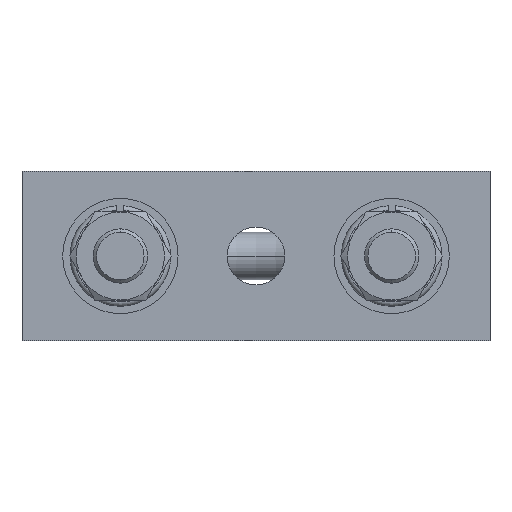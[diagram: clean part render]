
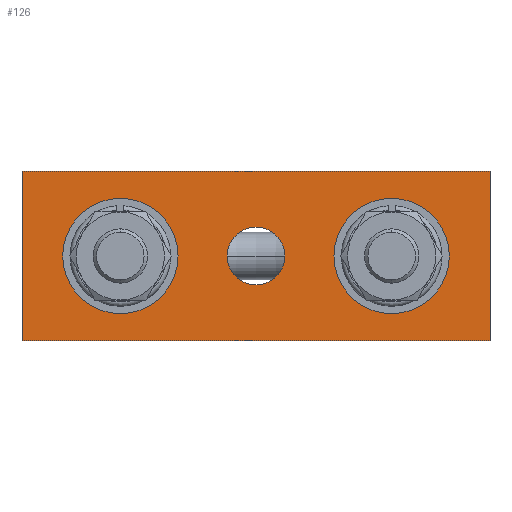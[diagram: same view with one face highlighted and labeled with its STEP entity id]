
A CAD part, front view. The second image highlights one B-rep face of the part: STEP entity #126.
In plain terms, the highlighted face is planar.
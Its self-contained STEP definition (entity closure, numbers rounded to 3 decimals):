
#61 = DIRECTION ( 'NONE',  ( 1., 0., 0. ) ) ;
#126 = ADVANCED_FACE ( 'NONE', ( #9804, #2806, #9658, #3824 ), #11298, .F. ) ;
#141 = DIRECTION ( 'NONE',  ( 0., -1., 0. ) ) ;
#212 = DIRECTION ( 'NONE',  ( 0., 1., 0. ) ) ;
#251 = ORIENTED_EDGE ( 'NONE', *, *, #4772, .T. ) ;
#281 = CARTESIAN_POINT ( 'NONE',  ( 34.5, -12.5, 4. ) ) ;
#295 = CARTESIAN_POINT ( 'NONE',  ( -15.5, 0., 4. ) ) ;
#330 = DIRECTION ( 'NONE',  ( -1., 0., 0. ) ) ;
#418 = AXIS2_PLACEMENT_3D ( 'NONE', #4819, #2065, #61 ) ;
#483 = LINE ( 'NONE', #8946, #11922 ) ;
#493 = EDGE_CURVE ( 'NONE', #11418, #11644, #1582, .T. ) ;
#501 = CARTESIAN_POINT ( 'NONE',  ( -4.25, 0., 4. ) ) ;
#671 = EDGE_CURVE ( 'NONE', #7783, #4106, #8170, .T. ) ;
#998 = DIRECTION ( 'NONE',  ( 1., 0., 0. ) ) ;
#1582 = LINE ( 'NONE', #10299, #11157 ) ;
#1667 = CARTESIAN_POINT ( 'NONE',  ( 34.5, 12.5, 4. ) ) ;
#2065 = DIRECTION ( 'NONE',  ( 0., 0., 1. ) ) ;
#2095 = CARTESIAN_POINT ( 'NONE',  ( 34.5, 12.5, 4. ) ) ;
#2245 = CARTESIAN_POINT ( 'NONE',  ( 15.5, 0., 4. ) ) ;
#2518 = DIRECTION ( 'NONE',  ( 0., 0., 1. ) ) ;
#2543 = CIRCLE ( 'NONE', #418, 4.5 ) ;
#2664 = VERTEX_POINT ( 'NONE', #1667 ) ;
#2728 = CARTESIAN_POINT ( 'NONE',  ( 20., 0., 4. ) ) ;
#2806 = FACE_BOUND ( 'NONE', #10255, .T. ) ;
#2897 = CIRCLE ( 'NONE', #10697, 4.25 ) ;
#2944 = CIRCLE ( 'NONE', #9058, 4.25 ) ;
#3117 = CARTESIAN_POINT ( 'NONE',  ( 20., 0., 4. ) ) ;
#3198 = DIRECTION ( 'NONE',  ( 1., 0., 0. ) ) ;
#3204 = AXIS2_PLACEMENT_3D ( 'NONE', #2095, #9539, #330 ) ;
#3411 = CARTESIAN_POINT ( 'NONE',  ( 0., 0., 4. ) ) ;
#3485 = EDGE_CURVE ( 'NONE', #9623, #8588, #2944, .T. ) ;
#3530 = DIRECTION ( 'NONE',  ( 1., 0., 0. ) ) ;
#3646 = AXIS2_PLACEMENT_3D ( 'NONE', #6339, #11796, #3530 ) ;
#3724 = ORIENTED_EDGE ( 'NONE', *, *, #5105, .T. ) ;
#3824 = FACE_OUTER_BOUND ( 'NONE', #7668, .T. ) ;
#4106 = VERTEX_POINT ( 'NONE', #11020 ) ;
#4335 = VERTEX_POINT ( 'NONE', #281 ) ;
#4378 = LINE ( 'NONE', #6777, #6988 ) ;
#4772 = EDGE_CURVE ( 'NONE', #11644, #4335, #483, .T. ) ;
#4819 = CARTESIAN_POINT ( 'NONE',  ( -20., 0., 4. ) ) ;
#4886 = ORIENTED_EDGE ( 'NONE', *, *, #493, .T. ) ;
#5105 = EDGE_CURVE ( 'NONE', #4335, #2664, #4378, .T. ) ;
#5211 = CARTESIAN_POINT ( 'NONE',  ( -34.5, 12.5, 4. ) ) ;
#5256 = ORIENTED_EDGE ( 'NONE', *, *, #5862, .F. ) ;
#5570 = ORIENTED_EDGE ( 'NONE', *, *, #8273, .T. ) ;
#5613 = AXIS2_PLACEMENT_3D ( 'NONE', #3117, #10623, #3198 ) ;
#5661 = EDGE_CURVE ( 'NONE', #8588, #9623, #2897, .T. ) ;
#5862 = EDGE_CURVE ( 'NONE', #4106, #7783, #11899, .T. ) ;
#5899 = VERTEX_POINT ( 'NONE', #10193 ) ;
#6197 = DIRECTION ( 'NONE',  ( 0., 0., 1. ) ) ;
#6303 = ORIENTED_EDGE ( 'NONE', *, *, #3485, .F. ) ;
#6339 = CARTESIAN_POINT ( 'NONE',  ( -20., 0., 4. ) ) ;
#6366 = ORIENTED_EDGE ( 'NONE', *, *, #671, .F. ) ;
#6563 = DIRECTION ( 'NONE',  ( -1., 0., 0. ) ) ;
#6597 = ORIENTED_EDGE ( 'NONE', *, *, #7983, .F. ) ;
#6777 = CARTESIAN_POINT ( 'NONE',  ( 34.5, -12.5, 4. ) ) ;
#6988 = VECTOR ( 'NONE', #212, 1000. ) ;
#7661 = VECTOR ( 'NONE', #6563, 1000. ) ;
#7668 = EDGE_LOOP ( 'NONE', ( #3724, #5570, #4886, #251 ) ) ;
#7783 = VERTEX_POINT ( 'NONE', #2245 ) ;
#7807 = LINE ( 'NONE', #10332, #7661 ) ;
#7983 = EDGE_CURVE ( 'NONE', #8357, #5899, #8708, .T. ) ;
#8147 = CARTESIAN_POINT ( 'NONE',  ( 0., 0., 4. ) ) ;
#8170 = CIRCLE ( 'NONE', #5613, 4.5 ) ;
#8273 = EDGE_CURVE ( 'NONE', #2664, #11418, #7807, .T. ) ;
#8357 = VERTEX_POINT ( 'NONE', #295 ) ;
#8588 = VERTEX_POINT ( 'NONE', #501 ) ;
#8708 = CIRCLE ( 'NONE', #3646, 4.5 ) ;
#8946 = CARTESIAN_POINT ( 'NONE',  ( -34.5, -12.5, 4. ) ) ;
#9028 = DIRECTION ( 'NONE',  ( 1., 0., 0. ) ) ;
#9058 = AXIS2_PLACEMENT_3D ( 'NONE', #3411, #2518, #9028 ) ;
#9150 = CARTESIAN_POINT ( 'NONE',  ( 4.25, 0., 4. ) ) ;
#9153 = EDGE_LOOP ( 'NONE', ( #6597, #9441 ) ) ;
#9351 = DIRECTION ( 'NONE',  ( 0., 0., 1. ) ) ;
#9441 = ORIENTED_EDGE ( 'NONE', *, *, #9840, .F. ) ;
#9539 = DIRECTION ( 'NONE',  ( 0., 0., -1. ) ) ;
#9623 = VERTEX_POINT ( 'NONE', #9150 ) ;
#9658 = FACE_BOUND ( 'NONE', #10075, .T. ) ;
#9804 = FACE_BOUND ( 'NONE', #9153, .T. ) ;
#9840 = EDGE_CURVE ( 'NONE', #5899, #8357, #2543, .T. ) ;
#9947 = DIRECTION ( 'NONE',  ( 1., 0., 0. ) ) ;
#10008 = AXIS2_PLACEMENT_3D ( 'NONE', #2728, #9351, #998 ) ;
#10009 = DIRECTION ( 'NONE',  ( 1., 0., 0. ) ) ;
#10075 = EDGE_LOOP ( 'NONE', ( #6303, #11403 ) ) ;
#10193 = CARTESIAN_POINT ( 'NONE',  ( -24.5, 0., 4. ) ) ;
#10255 = EDGE_LOOP ( 'NONE', ( #5256, #6366 ) ) ;
#10299 = CARTESIAN_POINT ( 'NONE',  ( -34.5, -12.5, 4. ) ) ;
#10332 = CARTESIAN_POINT ( 'NONE',  ( -34.5, 12.5, 4. ) ) ;
#10623 = DIRECTION ( 'NONE',  ( 0., 0., 1. ) ) ;
#10697 = AXIS2_PLACEMENT_3D ( 'NONE', #8147, #6197, #10009 ) ;
#11020 = CARTESIAN_POINT ( 'NONE',  ( 24.5, 0., 4. ) ) ;
#11157 = VECTOR ( 'NONE', #141, 1000. ) ;
#11239 = CARTESIAN_POINT ( 'NONE',  ( -34.5, -12.5, 4. ) ) ;
#11298 = PLANE ( 'NONE',  #3204 ) ;
#11403 = ORIENTED_EDGE ( 'NONE', *, *, #5661, .F. ) ;
#11418 = VERTEX_POINT ( 'NONE', #5211 ) ;
#11644 = VERTEX_POINT ( 'NONE', #11239 ) ;
#11796 = DIRECTION ( 'NONE',  ( 0., 0., 1. ) ) ;
#11899 = CIRCLE ( 'NONE', #10008, 4.5 ) ;
#11922 = VECTOR ( 'NONE', #9947, 1000. ) ;
